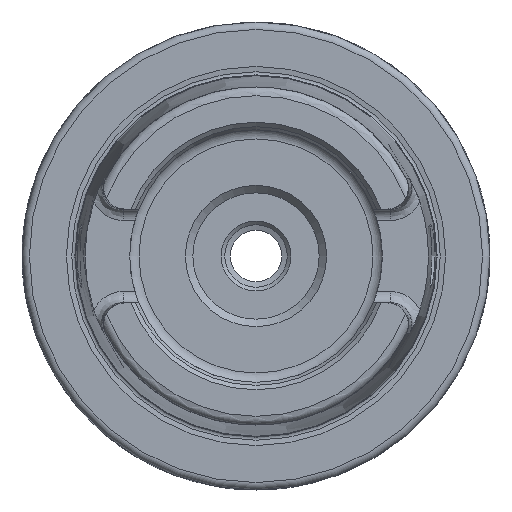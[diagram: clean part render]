
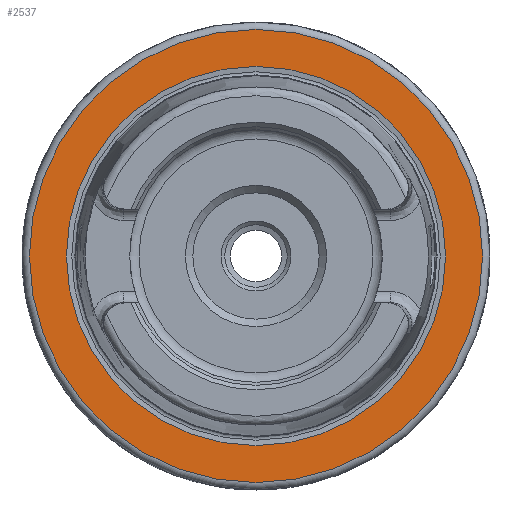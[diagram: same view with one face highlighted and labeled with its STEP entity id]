
A CAD part, left-side view. The second image highlights one B-rep face of the part: STEP entity #2537.
In plain terms, the highlighted planar face has unit normal (-1, 0, 0).
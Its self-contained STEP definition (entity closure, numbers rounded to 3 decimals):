
#99=PLANE('',#2835);
#255=FACE_OUTER_BOUND('',#603,.T.);
#412=CIRCLE('',#2833,25.521);
#413=CIRCLE('',#2834,25.521);
#414=CIRCLE('',#2836,30.5);
#415=CIRCLE('',#2837,30.5);
#458=FACE_BOUND('',#604,.T.);
#603=EDGE_LOOP('',(#2372,#2373));
#604=EDGE_LOOP('',(#2374,#2375));
#1191=VERTEX_POINT('',#6015);
#1192=VERTEX_POINT('',#6017);
#1193=VERTEX_POINT('',#6021);
#1194=VERTEX_POINT('',#6022);
#1586=EDGE_CURVE('',#1192,#1191,#412,.T.);
#1587=EDGE_CURVE('',#1191,#1192,#413,.T.);
#1588=EDGE_CURVE('',#1193,#1194,#414,.T.);
#1589=EDGE_CURVE('',#1194,#1193,#415,.T.);
#2372=ORIENTED_EDGE('',*,*,#1588,.F.);
#2373=ORIENTED_EDGE('',*,*,#1589,.F.);
#2374=ORIENTED_EDGE('',*,*,#1586,.T.);
#2375=ORIENTED_EDGE('',*,*,#1587,.T.);
#2537=ADVANCED_FACE('',(#255,#458),#99,.T.);
#2833=AXIS2_PLACEMENT_3D('',#6018,#3497,#3498);
#2834=AXIS2_PLACEMENT_3D('',#6019,#3499,#3500);
#2835=AXIS2_PLACEMENT_3D('',#6020,#3501,#3502);
#2836=AXIS2_PLACEMENT_3D('',#6023,#3503,#3504);
#2837=AXIS2_PLACEMENT_3D('',#6024,#3505,#3506);
#3497=DIRECTION('center_axis',(1.,0.,0.));
#3498=DIRECTION('ref_axis',(0.,0.,-1.));
#3499=DIRECTION('center_axis',(1.,0.,0.));
#3500=DIRECTION('ref_axis',(0.,0.,-1.));
#3501=DIRECTION('center_axis',(-1.,0.,0.));
#3502=DIRECTION('ref_axis',(0.,0.,1.));
#3503=DIRECTION('center_axis',(1.,0.,0.));
#3504=DIRECTION('ref_axis',(0.,0.,-1.));
#3505=DIRECTION('center_axis',(1.,0.,0.));
#3506=DIRECTION('ref_axis',(0.,0.,-1.));
#6015=CARTESIAN_POINT('',(0.,-25.521,0.));
#6017=CARTESIAN_POINT('',(0.,25.521,0.));
#6018=CARTESIAN_POINT('Origin',(0.,0.,
0.));
#6019=CARTESIAN_POINT('Origin',(0.,0.,
0.));
#6020=CARTESIAN_POINT('Origin',(0.,30.5,0.));
#6021=CARTESIAN_POINT('',(0.,30.5,0.));
#6022=CARTESIAN_POINT('',(0.,0.,30.5));
#6023=CARTESIAN_POINT('Origin',(0.,0.,
0.));
#6024=CARTESIAN_POINT('Origin',(0.,0.,
0.));
